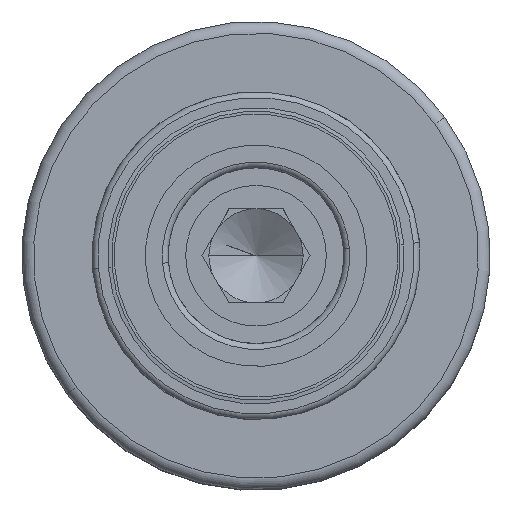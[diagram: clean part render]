
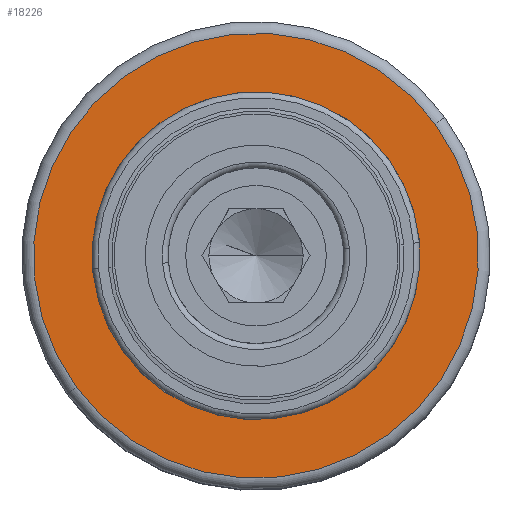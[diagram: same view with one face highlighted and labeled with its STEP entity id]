
A CAD part, top view. The second image highlights one B-rep face of the part: STEP entity #18226.
In plain terms, the highlighted face is planar.
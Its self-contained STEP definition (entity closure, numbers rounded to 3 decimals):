
#2260 = CARTESIAN_POINT ( 'NONE',  ( -32.142, 0., 19. ) ) ;
#2261 = CARTESIAN_POINT ( 'NONE',  ( -32.142, 0., -19. ) ) ;
#2262 = DIRECTION ( 'NONE',  ( 0., 0., -1. ) ) ;
#2263 = DIRECTION ( 'NONE',  ( 1., 0., 0. ) ) ;
#2264 = CARTESIAN_POINT ( 'NONE',  ( -32.142, 0., 0. ) ) ;
#2265 = AXIS2_PLACEMENT_3D ( 'NONE', #2264, #2263, #2262 ) ;
#2269 = CIRCLE ( 'NONE', #2265, 19. ) ;
#2290 = CARTESIAN_POINT ( 'NONE',  ( -32.142, 0., -14. ) ) ;
#2291 = CARTESIAN_POINT ( 'NONE',  ( -32.142, 0., 14. ) ) ;
#2292 = DIRECTION ( 'NONE',  ( 0., 0., -1. ) ) ;
#2293 = DIRECTION ( 'NONE',  ( 1., 0., 0. ) ) ;
#2294 = CARTESIAN_POINT ( 'NONE',  ( -32.142, 0., 0. ) ) ;
#2295 = AXIS2_PLACEMENT_3D ( 'NONE', #2294, #2293, #2292 ) ;
#2300 = CIRCLE ( 'NONE', #2295, 14. ) ;
#2834 = DIRECTION ( 'NONE',  ( 0., 0., -1. ) ) ;
#2835 = DIRECTION ( 'NONE',  ( 1., 0., 0. ) ) ;
#2836 = CARTESIAN_POINT ( 'NONE',  ( -32.142, 0., 0. ) ) ;
#2837 = AXIS2_PLACEMENT_3D ( 'NONE', #2836, #2835, #2834 ) ;
#2838 = DIRECTION ( 'NONE',  ( 0., 0., 1. ) ) ;
#2839 = DIRECTION ( 'NONE',  ( -1., 0., 0. ) ) ;
#2840 = CARTESIAN_POINT ( 'NONE',  ( -32.142, -4.84, 0. ) ) ;
#2841 = CIRCLE ( 'NONE', #2837, 14. ) ;
#2842 = AXIS2_PLACEMENT_3D ( 'NONE', #2840, #2839, #2838 ) ;
#2843 = PLANE ( 'NONE',  #2842 ) ;
#2844 = FACE_OUTER_BOUND ( 'NONE', #18231, .T. ) ;
#2845 = FACE_BOUND ( 'NONE', #18227, .T. ) ;
#2846 = DIRECTION ( 'NONE',  ( 0., 0., -1. ) ) ;
#2847 = DIRECTION ( 'NONE',  ( 1., 0., 0. ) ) ;
#2848 = CARTESIAN_POINT ( 'NONE',  ( -32.142, 0., 0. ) ) ;
#2849 = AXIS2_PLACEMENT_3D ( 'NONE', #2848, #2847, #2846 ) ;
#2853 = CIRCLE ( 'NONE', #2849, 19. ) ;
#17906 = EDGE_CURVE ( 'NONE', #17907, #17908, #2269, .T. ) ;
#17907 = VERTEX_POINT ( 'NONE', #2261 ) ;
#17908 = VERTEX_POINT ( 'NONE', #2260 ) ;
#17922 = EDGE_CURVE ( 'NONE', #17923, #17924, #2300, .T. ) ;
#17923 = VERTEX_POINT ( 'NONE', #2291 ) ;
#17924 = VERTEX_POINT ( 'NONE', #2290 ) ;
#18223 = EDGE_CURVE ( 'NONE', #17908, #17907, #2853, .T. ) ;
#18226 = ADVANCED_FACE ( 'NONE', ( #2845, #2844 ), #2843, .T. ) ;
#18227 = EDGE_LOOP ( 'NONE', ( #18228, #18230 ) ) ;
#18228 = ORIENTED_EDGE ( 'NONE', *, *, #18229, .T. ) ;
#18229 = EDGE_CURVE ( 'NONE', #17924, #17923, #2841, .T. ) ;
#18230 = ORIENTED_EDGE ( 'NONE', *, *, #17922, .T. ) ;
#18231 = EDGE_LOOP ( 'NONE', ( #18283, #18284 ) ) ;
#18283 = ORIENTED_EDGE ( 'NONE', *, *, #17906, .F. ) ;
#18284 = ORIENTED_EDGE ( 'NONE', *, *, #18223, .F. ) ;
